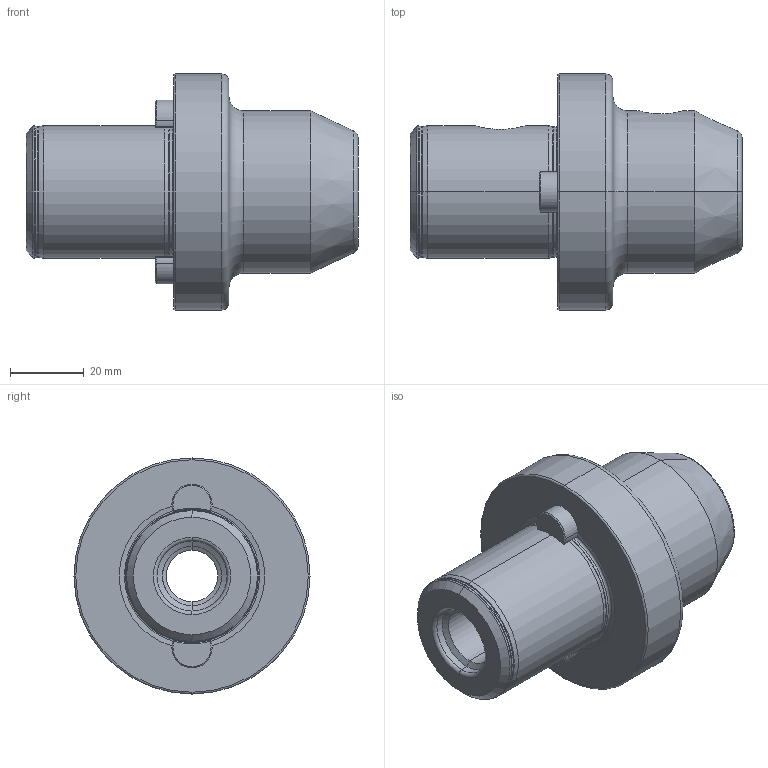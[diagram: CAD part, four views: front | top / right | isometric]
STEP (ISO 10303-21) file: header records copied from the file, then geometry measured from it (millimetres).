
FILE_DESCRIPTION (( 'STEP AP203' ), '1' );
FILE_NAME ('ST6-W14.K01.050.STEP', '2016-02-12T11:43:55', ( 'SWIAdmin' ), ( 'Hewlett-Packard Company' ), 'SwSTEP 2.0', 'SolidWorks 2015', '' );
FILE_SCHEMA (( 'CONFIG_CONTROL_DESIGN' ));
Length unit declared in the file: millimetre
Products named in the file (3): ST6-W14.K01.050_A; ST6-ER2.001.012_A; ST6-W14.K01.050
Assembly tree (3 placements, depth 2):
  ST6-W14.K01.050
    ST6-W14.K01.050_A
    ST6-ER2.001.012_A  x2
Bounding box: 90 x 64 x 64 mm (x, y, z)
Volume: 119220.6 mm3; surface area: 22861.9 mm2
Topology: 3 solids, 3 shells, 128 faces, 272 edges, 150 vertices
Faces by surface type: cone 46, cylinder 42, torus 28, plane 10, bspline 2
Entity records: 3667 total; most frequent: CARTESIAN_POINT 991, DIRECTION 566, ORIENTED_EDGE 448, AXIS2_PLACEMENT_3D 247, EDGE_CURVE 224, CIRCLE 136, VERTEX_POINT 124, EDGE_LOOP 116
